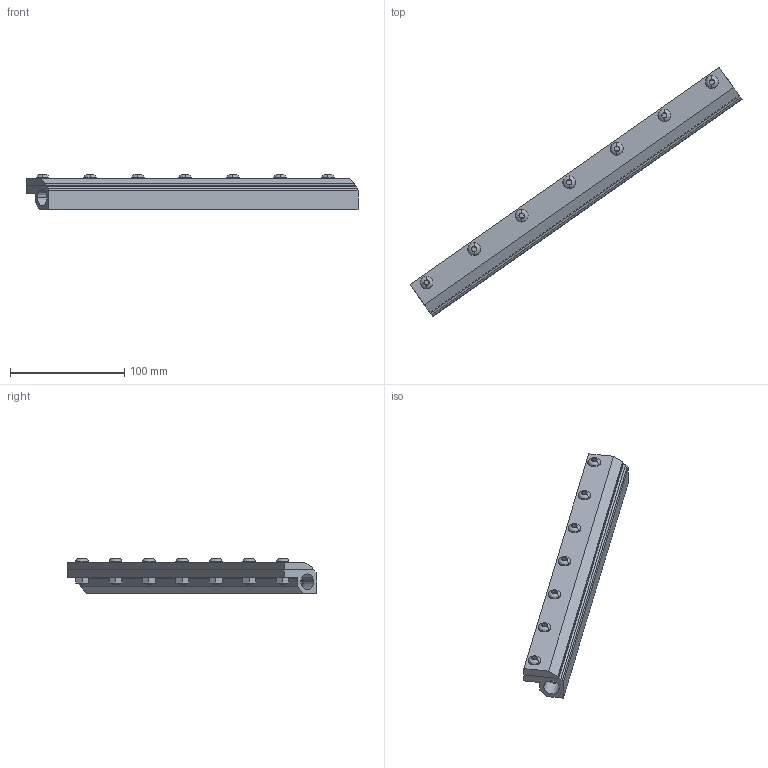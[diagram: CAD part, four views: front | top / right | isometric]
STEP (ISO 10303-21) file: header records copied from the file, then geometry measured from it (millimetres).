
FILE_DESCRIPTION(('STEP AP203'),'1');
FILE_NAME('2212.stp','2024-09-25T10:13:19',('TraceParts'),('TraceParts S.A.'),'Spatial InterOp 3D',' ',' ');
FILE_SCHEMA(('CONFIG_CONTROL_DESIGN'));
Length unit declared in the file: millimetre
Products named in the file (1): 1
Bounding box: 290.21 x 218.47 x 30.75 mm (x, y, z)
Volume: 223798.5 mm3; surface area: 69557.7 mm2
Topology: 16 solids, 16 shells, 259 faces, 622 edges, 409 vertices
Faces by surface type: plane 147, cylinder 76, cone 22, bspline 14
Entity records: 8291 total; most frequent: CARTESIAN_POINT 1974, DIRECTION 1335, ORIENTED_EDGE 1236, EDGE_CURVE 618, AXIS2_PLACEMENT_3D 470, VERTEX_POINT 409, LINE 395, VECTOR 395
